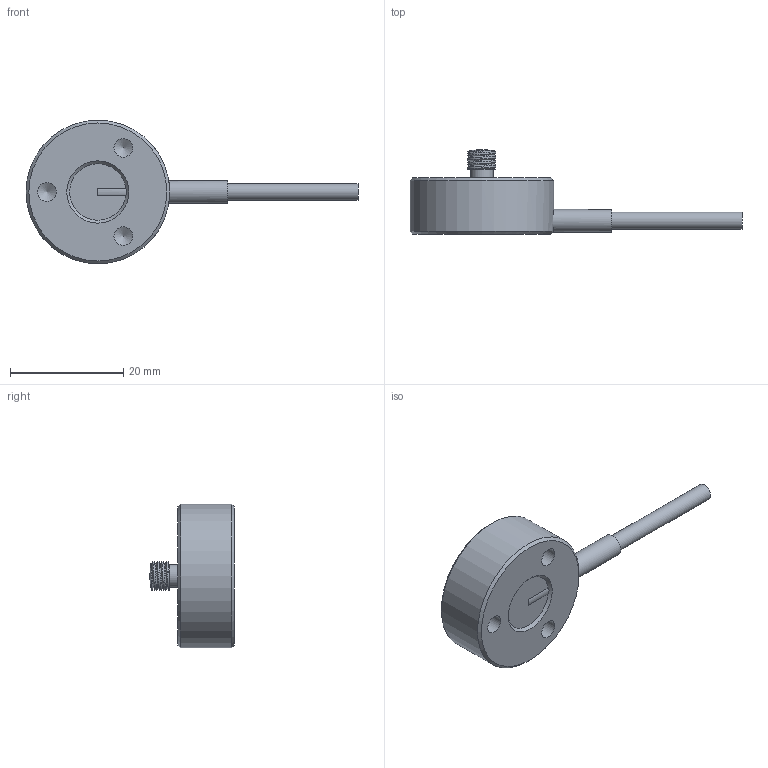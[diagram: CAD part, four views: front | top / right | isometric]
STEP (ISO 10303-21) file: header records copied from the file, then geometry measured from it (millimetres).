
FILE_DESCRIPTION(/* description */ (''),/* implementation_level */ '2;1');
FILE_NAME(/* name */ '247AS-2t v1.step',/* time_stamp */ '2020-01-21T14:32:38-08:00',/* author */ (''),/* organization */ (''),/* preprocessor_version */ 'ST-DEVELOPER v18',/* originating_system */ 'Autodesk Translation Framework v8.12.0.6',/* authorisation */ '');
FILE_SCHEMA (('AUTOMOTIVE_DESIGN { 1 0 10303 214 3 1 1 }'));
Length unit declared in the file: millimetre
Products named in the file (1): 247AS-2t
Bounding box: 58.7 x 15 x 25.4 mm (x, y, z)
Volume: 5162.2 mm3; surface area: 2476.1 mm2
Topology: 1 solids, 1 shells, 29 faces, 80 edges, 57 vertices
Faces by surface type: cylinder 13, plane 7, cone 6, bspline 2, sphere 1
Full cylindrical faces by diameter (mm): 3 x1, 3.3 x3, 4 x2, 5 x3, 25.4 x1
Entity records: 1901 total; most frequent: CARTESIAN_POINT 1134, ORIENTED_EDGE 154, DIRECTION 152, EDGE_CURVE 77, AXIS2_PLACEMENT_3D 66, VERTEX_POINT 57, CIRCLE 38, EDGE_LOOP 36
